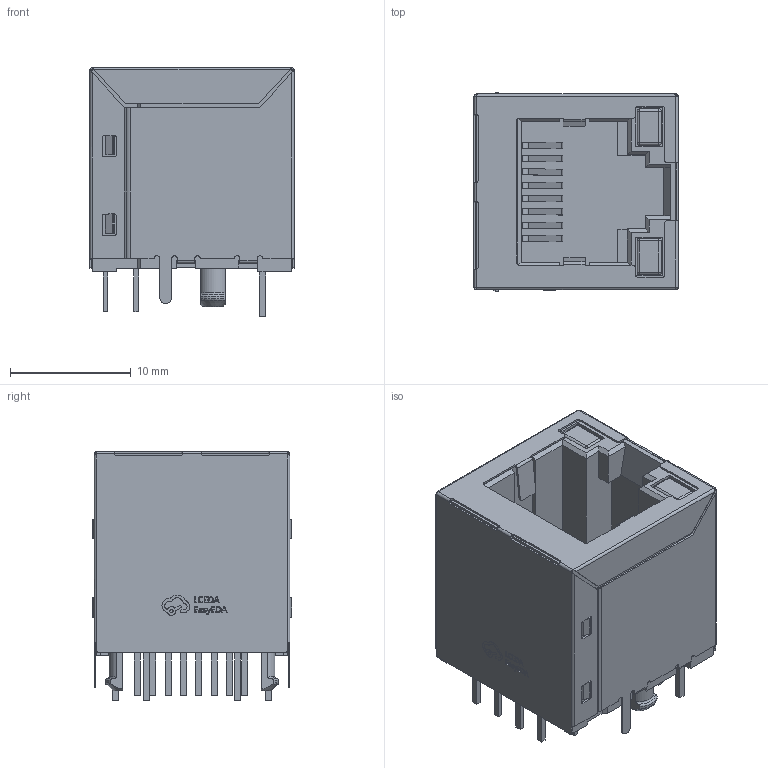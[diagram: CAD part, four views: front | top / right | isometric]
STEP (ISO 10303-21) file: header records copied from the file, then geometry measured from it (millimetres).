
FILE_DESCRIPTION((''),'2;1');
FILE_NAME('RJ45-TH_HY951180A','2022-12-01T10:26:11',('win'),(''),'CREO PARAMETRIC BY PTC INC, 2020033','CREO PARAMETRIC BY PTC INC, 2020033','');
FILE_SCHEMA(('AUTOMOTIVE_DESIGN { 1 0 10303 214 1 1 1 1 }'));
Length unit declared in the file: millimetre
Products named in the file (1): RJ45-TH_HY951180A
Bounding box: 16.91 x 16.5 x 20.6 mm (x, y, z)
Volume: 2899.1 mm3; surface area: 5119.8 mm2
Topology: 3 solids, 3 shells, 766 faces, 2150 edges, 1420 vertices
Faces by surface type: plane 504, cylinder 173, extrusion 73, sphere 8, torus 6, cone 2
Entity records: 29769 total; most frequent: CARTESIAN_POINT 5461, ORIENTED_EDGE 4300, DIRECTION 3767, EDGE_CURVE 2150, VECTOR 1709, LINE 1636, VERTEX_POINT 1420, AXIS2_PLACEMENT_3D 1029
